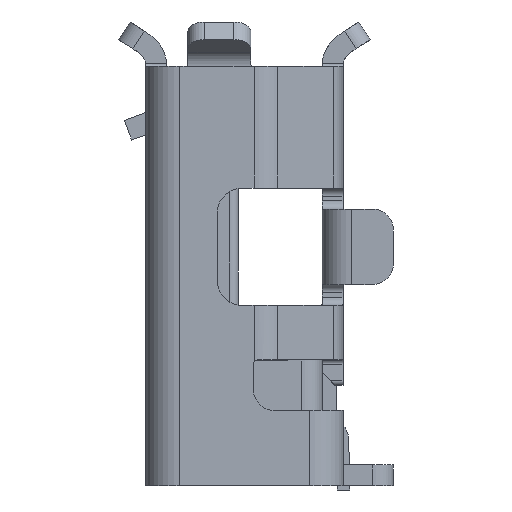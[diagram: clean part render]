
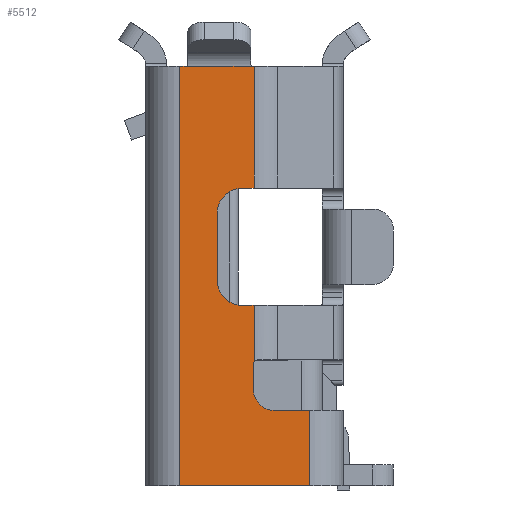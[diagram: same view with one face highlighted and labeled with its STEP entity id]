
A CAD part, left-side view. The second image highlights one B-rep face of the part: STEP entity #5512.
In plain terms, the highlighted planar face has unit normal (-1, 0, 0).
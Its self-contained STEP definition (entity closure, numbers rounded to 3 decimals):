
#5369 = VERTEX_POINT('',#5370);
#5370 = CARTESIAN_POINT('',(71.3,2.4,0.3));
#5377 = EDGE_CURVE('',#5378,#5369,#5380,.T.);
#5378 = VERTEX_POINT('',#5379);
#5379 = CARTESIAN_POINT('',(71.3,0.85,0.3));
#5380 = LINE('',#5381,#5382);
#5381 = CARTESIAN_POINT('',(71.3,0.85,0.3));
#5382 = VECTOR('',#5383,1.);
#5383 = DIRECTION('',(0.,1.,0.));
#5494 = VERTEX_POINT('',#5495);
#5495 = CARTESIAN_POINT('',(71.3,0.85,1.2));
#5502 = EDGE_CURVE('',#5494,#5378,#5503,.T.);
#5503 = LINE('',#5504,#5505);
#5504 = CARTESIAN_POINT('',(71.3,0.85,1.2
    ));
#5505 = VECTOR('',#5506,1.);
#5506 = DIRECTION('',(0.,0.,-1.));
#5512 = ADVANCED_FACE('',(#5513),#5639,.F.);
#5513 = FACE_BOUND('',#5514,.F.);
#5514 = EDGE_LOOP('',(#5515,#5525,#5533,#5541,#5549,#5558,#5566,#5575,
    #5583,#5591,#5600,#5608,#5617,#5623,#5624,#5625,#5633));
#5515 = ORIENTED_EDGE('',*,*,#5516,.F.);
#5516 = EDGE_CURVE('',#5517,#5519,#5521,.T.);
#5517 = VERTEX_POINT('',#5518);
#5518 = CARTESIAN_POINT('',(71.3,1.52,5.3)
  );
#5519 = VERTEX_POINT('',#5520);
#5520 = CARTESIAN_POINT('',(71.3,2.33,5.3
    ));
#5521 = LINE('',#5522,#5523);
#5522 = CARTESIAN_POINT('',(71.3,1.52,5.3)
  );
#5523 = VECTOR('',#5524,1.);
#5524 = DIRECTION('',(0.,1.,0.));
#5525 = ORIENTED_EDGE('',*,*,#5526,.F.);
#5526 = EDGE_CURVE('',#5527,#5517,#5529,.T.);
#5527 = VERTEX_POINT('',#5528);
#5528 = CARTESIAN_POINT('',(71.3,1.51,5.3
    ));
#5529 = LINE('',#5530,#5531);
#5530 = CARTESIAN_POINT('',(71.3,1.51,5.3
    ));
#5531 = VECTOR('',#5532,1.);
#5532 = DIRECTION('',(0.,1.,
    0.));
#5533 = ORIENTED_EDGE('',*,*,#5534,.F.);
#5534 = EDGE_CURVE('',#5535,#5527,#5537,.T.);
#5535 = VERTEX_POINT('',#5536);
#5536 = CARTESIAN_POINT('',(71.3,1.51,3.85));
#5537 = LINE('',#5538,#5539);
#5538 = CARTESIAN_POINT('',(71.3,1.51,3.85));
#5539 = VECTOR('',#5540,1.);
#5540 = DIRECTION('',(0.,0.,1.));
#5541 = ORIENTED_EDGE('',*,*,#5542,.F.);
#5542 = EDGE_CURVE('',#5543,#5535,#5545,.T.);
#5543 = VERTEX_POINT('',#5544);
#5544 = CARTESIAN_POINT('',(71.3,1.65,3.85));
#5545 = LINE('',#5546,#5547);
#5546 = CARTESIAN_POINT('',(71.3,1.65,3.85));
#5547 = VECTOR('',#5548,1.);
#5548 = DIRECTION('',(0.,-1.,
    0.));
#5549 = ORIENTED_EDGE('',*,*,#5550,.T.);
#5550 = EDGE_CURVE('',#5543,#5551,#5553,.T.);
#5551 = VERTEX_POINT('',#5552);
#5552 = CARTESIAN_POINT('',(71.3,1.95,3.55));
#5553 = CIRCLE('',#5554,0.3);
#5554 = AXIS2_PLACEMENT_3D('',#5555,#5556,#5557);
#5555 = CARTESIAN_POINT('',(71.3,1.65,3.55));
#5556 = DIRECTION('',(-1.,0.,0.));
#5557 = DIRECTION('',(0.,0.,1.));
#5558 = ORIENTED_EDGE('',*,*,#5559,.F.);
#5559 = EDGE_CURVE('',#5560,#5551,#5562,.T.);
#5560 = VERTEX_POINT('',#5561);
#5561 = CARTESIAN_POINT('',(71.3,1.95,2.75));
#5562 = LINE('',#5563,#5564);
#5563 = CARTESIAN_POINT('',(71.3,1.95,2.75));
#5564 = VECTOR('',#5565,1.);
#5565 = DIRECTION('',(0.,0.,1.));
#5566 = ORIENTED_EDGE('',*,*,#5567,.T.);
#5567 = EDGE_CURVE('',#5560,#5568,#5570,.T.);
#5568 = VERTEX_POINT('',#5569);
#5569 = CARTESIAN_POINT('',(71.3,1.65,2.45));
#5570 = CIRCLE('',#5571,0.3);
#5571 = AXIS2_PLACEMENT_3D('',#5572,#5573,#5574);
#5572 = CARTESIAN_POINT('',(71.3,1.65,2.75));
#5573 = DIRECTION('',(-1.,0.,0.));
#5574 = DIRECTION('',(0.,1.,0.));
#5575 = ORIENTED_EDGE('',*,*,#5576,.F.);
#5576 = EDGE_CURVE('',#5577,#5568,#5579,.T.);
#5577 = VERTEX_POINT('',#5578);
#5578 = CARTESIAN_POINT('',(71.3,1.51,2.45
    ));
#5579 = LINE('',#5580,#5581);
#5580 = CARTESIAN_POINT('',(71.3,1.51,2.45
    ));
#5581 = VECTOR('',#5582,1.);
#5582 = DIRECTION('',(0.,1.,
    0.));
#5583 = ORIENTED_EDGE('',*,*,#5584,.F.);
#5584 = EDGE_CURVE('',#5585,#5577,#5587,.T.);
#5585 = VERTEX_POINT('',#5586);
#5586 = CARTESIAN_POINT('',(71.3,1.51,1.78));
#5587 = LINE('',#5588,#5589);
#5588 = CARTESIAN_POINT('',(71.3,1.51,1.78)
  );
#5589 = VECTOR('',#5590,1.);
#5590 = DIRECTION('',(0.,0.,1.
    ));
#5591 = ORIENTED_EDGE('',*,*,#5592,.T.);
#5592 = EDGE_CURVE('',#5585,#5593,#5595,.T.);
#5593 = VERTEX_POINT('',#5594);
#5594 = CARTESIAN_POINT('',(71.3,1.52,1.75));
#5595 = CIRCLE('',#5596,0.05);
#5596 = AXIS2_PLACEMENT_3D('',#5597,#5598,#5599);
#5597 = CARTESIAN_POINT('',(71.3,1.47,1.75));
#5598 = DIRECTION('',(-1.,0.,0.));
#5599 = DIRECTION('',(0.,0.8,0.6));
#5600 = ORIENTED_EDGE('',*,*,#5601,.F.);
#5601 = EDGE_CURVE('',#5602,#5593,#5604,.T.);
#5602 = VERTEX_POINT('',#5603);
#5603 = CARTESIAN_POINT('',(71.3,1.52,1.45));
#5604 = LINE('',#5605,#5606);
#5605 = CARTESIAN_POINT('',(71.3,1.52,1.45));
#5606 = VECTOR('',#5607,1.);
#5607 = DIRECTION('',(0.,0.,
    1.));
#5608 = ORIENTED_EDGE('',*,*,#5609,.T.);
#5609 = EDGE_CURVE('',#5602,#5610,#5612,.T.);
#5610 = VERTEX_POINT('',#5611);
#5611 = CARTESIAN_POINT('',(71.3,1.27,1.2
    ));
#5612 = CIRCLE('',#5613,0.25);
#5613 = AXIS2_PLACEMENT_3D('',#5614,#5615,#5616);
#5614 = CARTESIAN_POINT('',(71.3,1.27,1.45));
#5615 = DIRECTION('',(-1.,0.,0.));
#5616 = DIRECTION('',(0.,1.,0.));
#5617 = ORIENTED_EDGE('',*,*,#5618,.T.);
#5618 = EDGE_CURVE('',#5610,#5494,#5619,.T.);
#5619 = LINE('',#5620,#5621);
#5620 = CARTESIAN_POINT('',(71.3,1.27,1.2
    ));
#5621 = VECTOR('',#5622,1.);
#5622 = DIRECTION('',(0.,-1.,
    0.));
#5623 = ORIENTED_EDGE('',*,*,#5502,.T.);
#5624 = ORIENTED_EDGE('',*,*,#5377,.T.);
#5625 = ORIENTED_EDGE('',*,*,#5626,.F.);
#5626 = EDGE_CURVE('',#5627,#5369,#5629,.T.);
#5627 = VERTEX_POINT('',#5628);
#5628 = CARTESIAN_POINT('',(71.3,2.4,5.3));
#5629 = LINE('',#5630,#5631);
#5630 = CARTESIAN_POINT('',(71.3,2.4,5.3));
#5631 = VECTOR('',#5632,1.);
#5632 = DIRECTION('',(0.,0.,-1.));
#5633 = ORIENTED_EDGE('',*,*,#5634,.F.);
#5634 = EDGE_CURVE('',#5519,#5627,#5635,.T.);
#5635 = LINE('',#5636,#5637);
#5636 = CARTESIAN_POINT('',(71.3,2.33,5.3
    ));
#5637 = VECTOR('',#5638,1.);
#5638 = DIRECTION('',(0.,1.,
    0.));
#5639 = PLANE('',#5640);
#5640 = AXIS2_PLACEMENT_3D('',#5641,#5642,#5643);
#5641 = CARTESIAN_POINT('',(71.3,1.625,2.8));
#5642 = DIRECTION('',(1.,0.,0.));
#5643 = DIRECTION('',(0.,-1.,0.));
